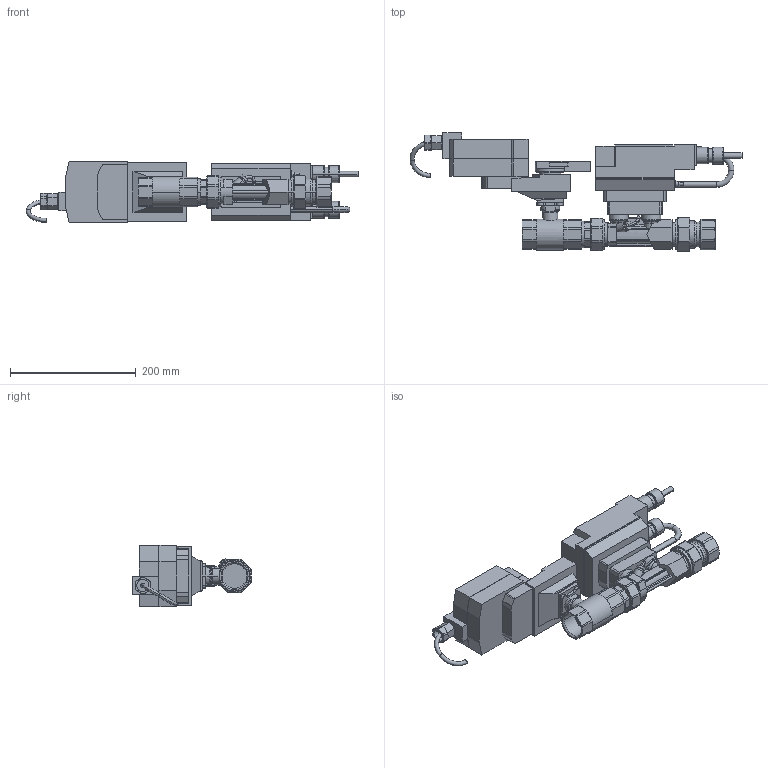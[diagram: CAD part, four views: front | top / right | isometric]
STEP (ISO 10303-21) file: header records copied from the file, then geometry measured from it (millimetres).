
FILE_DESCRIPTION( ( '' ), '1' );
FILE_NAME( 'EV125+AKRX-E.stp', '2021-09-24T12:06:44', ( '' ), ( '' ), ' ', ' ', ' ' );
FILE_SCHEMA( ( 'automotive_design' ) );
Length unit declared in the file: millimetre
Products named in the file (4): 1; 2; 3; 4
Bounding box: 527.98 x 188.3 x 98.4 mm (x, y, z)
Volume: 2602057.7 mm3; surface area: 281636.2 mm2
Topology: 4 solids, 5 shells, 689 faces, 1847 edges, 1225 vertices
Faces by surface type: plane 381, cylinder 183, torus 63, cone 62
Entity records: 43402 total; most frequent: CARTESIAN_POINT 4942, STYLED_ITEM 3765, PRESENTATION_STYLE_ASSIGNMENT 3765, COLOUR_RGB 3765, DIRECTION 3746, ORIENTED_EDGE 3694, EDGE_CURVE 1847, CURVE_STYLE 1847
